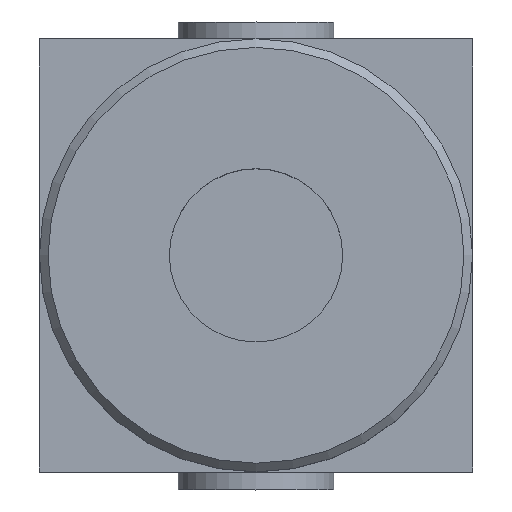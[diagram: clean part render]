
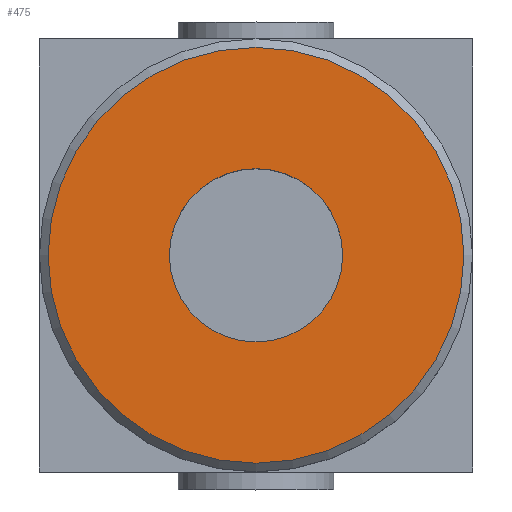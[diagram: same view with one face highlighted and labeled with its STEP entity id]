
A CAD part, top view. The second image highlights one B-rep face of the part: STEP entity #475.
In plain terms, the highlighted planar face has unit normal (0, 0, 1).
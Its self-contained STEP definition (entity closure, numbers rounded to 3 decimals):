
#197 = CONICAL_SURFACE('',#198,50.,0.785);
#198 = AXIS2_PLACEMENT_3D('',#199,#200,#201);
#199 = CARTESIAN_POINT('',(0.,0.,88.)
  );
#200 = DIRECTION('',(0.,0.,-1.));
#201 = DIRECTION('',(-1.,0.,0.));
#213 = VERTEX_POINT('',#214);
#214 = CARTESIAN_POINT('',(-48.,0.,90.));
#237 = EDGE_CURVE('',#213,#213,#238,.T.);
#238 = SURFACE_CURVE('',#239,(#244,#251),.PCURVE_S1.);
#239 = CIRCLE('',#240,48.);
#240 = AXIS2_PLACEMENT_3D('',#241,#242,#243);
#241 = CARTESIAN_POINT('',(0.,0.,90.)
  );
#242 = DIRECTION('',(0.,0.,1.));
#243 = DIRECTION('',(-1.,0.,0.));
#244 = PCURVE('',#197,#245);
#245 = DEFINITIONAL_REPRESENTATION('',(#246),#250);
#246 = LINE('',#247,#248);
#247 = CARTESIAN_POINT('',(-0.,-2.));
#248 = VECTOR('',#249,1.);
#249 = DIRECTION('',(-1.,-0.));
#250 = ( GEOMETRIC_REPRESENTATION_CONTEXT(2) 
PARAMETRIC_REPRESENTATION_CONTEXT() REPRESENTATION_CONTEXT('2D SPACE',''
  ) );
#251 = PCURVE('',#252,#257);
#252 = PLANE('',#253);
#253 = AXIS2_PLACEMENT_3D('',#254,#255,#256);
#254 = CARTESIAN_POINT('',(0.,0.,90.));
#255 = DIRECTION('',(0.,0.,1.));
#256 = DIRECTION('',(0.,1.,0.));
#257 = DEFINITIONAL_REPRESENTATION('',(#258),#262);
#258 = CIRCLE('',#259,48.);
#259 = AXIS2_PLACEMENT_2D('',#260,#261);
#260 = CARTESIAN_POINT('',(0.,0.));
#261 = DIRECTION('',(0.,1.));
#262 = ( GEOMETRIC_REPRESENTATION_CONTEXT(2) 
PARAMETRIC_REPRESENTATION_CONTEXT() REPRESENTATION_CONTEXT('2D SPACE',''
  ) );
#475 = ADVANCED_FACE('',(#476,#479),#252,.T.);
#476 = FACE_BOUND('',#477,.T.);
#477 = EDGE_LOOP('',(#478));
#478 = ORIENTED_EDGE('',*,*,#237,.T.);
#479 = FACE_BOUND('',#480,.T.);
#480 = EDGE_LOOP('',(#481));
#481 = ORIENTED_EDGE('',*,*,#482,.F.);
#482 = EDGE_CURVE('',#483,#483,#485,.T.);
#483 = VERTEX_POINT('',#484);
#484 = CARTESIAN_POINT('',(-20.,0.,90.));
#485 = SURFACE_CURVE('',#486,(#491,#498),.PCURVE_S1.);
#486 = CIRCLE('',#487,20.);
#487 = AXIS2_PLACEMENT_3D('',#488,#489,#490);
#488 = CARTESIAN_POINT('',(0.,0.,90.));
#489 = DIRECTION('',(0.,0.,1.));
#490 = DIRECTION('',(-1.,0.,0.));
#491 = PCURVE('',#252,#492);
#492 = DEFINITIONAL_REPRESENTATION('',(#493),#497);
#493 = CIRCLE('',#494,20.);
#494 = AXIS2_PLACEMENT_2D('',#495,#496);
#495 = CARTESIAN_POINT('',(0.,0.));
#496 = DIRECTION('',(0.,1.));
#497 = ( GEOMETRIC_REPRESENTATION_CONTEXT(2) 
PARAMETRIC_REPRESENTATION_CONTEXT() REPRESENTATION_CONTEXT('2D SPACE',''
  ) );
#498 = PCURVE('',#499,#504);
#499 = CYLINDRICAL_SURFACE('',#500,20.);
#500 = AXIS2_PLACEMENT_3D('',#501,#502,#503);
#501 = CARTESIAN_POINT('',(0.,0.,90.)
  );
#502 = DIRECTION('',(0.,0.,1.));
#503 = DIRECTION('',(-1.,0.,0.));
#504 = DEFINITIONAL_REPRESENTATION('',(#505),#509);
#505 = LINE('',#506,#507);
#506 = CARTESIAN_POINT('',(0.,0.));
#507 = VECTOR('',#508,1.);
#508 = DIRECTION('',(1.,0.));
#509 = ( GEOMETRIC_REPRESENTATION_CONTEXT(2) 
PARAMETRIC_REPRESENTATION_CONTEXT() REPRESENTATION_CONTEXT('2D SPACE',''
  ) );
